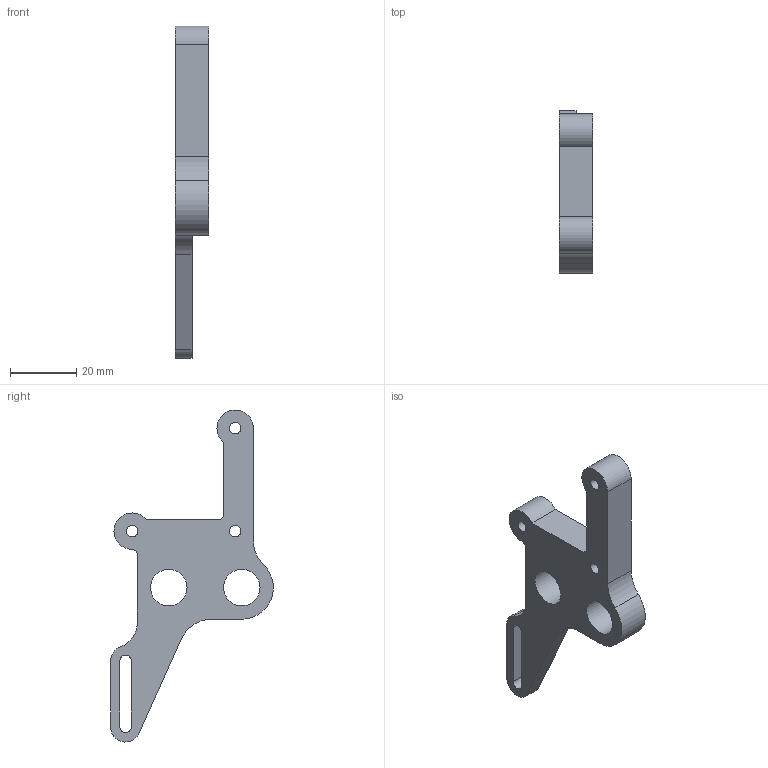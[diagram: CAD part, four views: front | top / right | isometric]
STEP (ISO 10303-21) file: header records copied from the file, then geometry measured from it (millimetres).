
FILE_DESCRIPTION(/* description */ (''),/* implementation_level */ '2;1');
FILE_NAME(/* name */ 'E - Y Motor_V2.STEP.step',/* time_stamp */ '2018-02-09T16:50:03+05:00',/* author */ (''),/* organization */ (''),/* preprocessor_version */ 'ST-DEVELOPER v16.13',/* originating_system */ 'Autodesk Translation Framework v6.5.0.72',/* authorisation */ '');
FILE_SCHEMA (('AUTOMOTIVE_DESIGN { 1 0 10303 214 3 1 1 }'));
Length unit declared in the file: millimetre
Products named in the file (1): Y_MOTOR_V2
Bounding box: 10 x 48.99 x 99.99 mm (x, y, z)
Volume: 14808.3 mm3; surface area: 7171 mm2
Topology: 1 solids, 1 shells, 36 faces, 109 edges, 78 vertices
Faces by surface type: cylinder 21, plane 15
Full cylindrical faces by diameter (mm): 3.4 x3, 7 x3, 11 x2
Entity records: 1336 total; most frequent: DIRECTION 241, CARTESIAN_POINT 224, ORIENTED_EDGE 218, EDGE_CURVE 109, AXIS2_PLACEMENT_3D 95, VERTEX_POINT 78, CIRCLE 58, EDGE_LOOP 51
